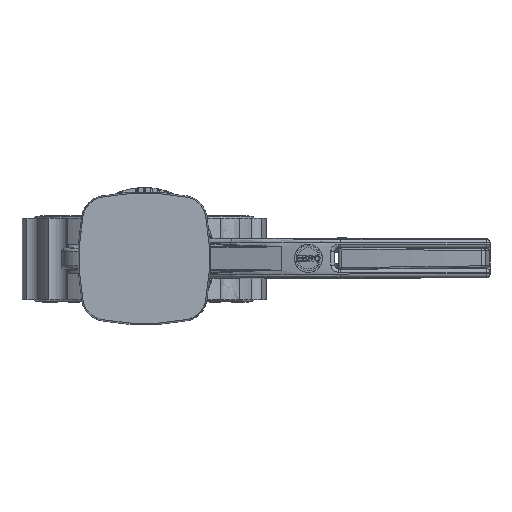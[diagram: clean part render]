
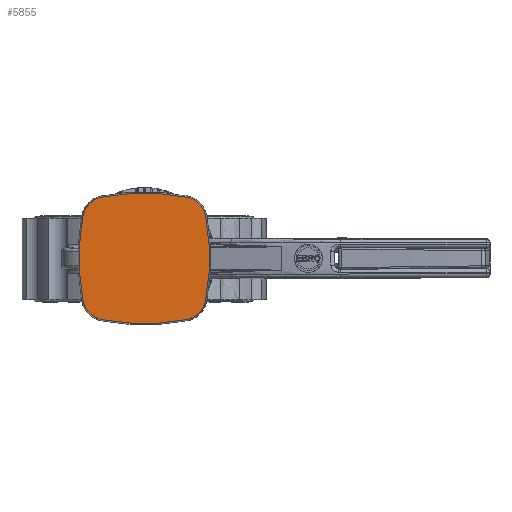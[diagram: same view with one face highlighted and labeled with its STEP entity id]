
A CAD part, top view. The second image highlights one B-rep face of the part: STEP entity #5855.
In plain terms, the highlighted planar face has unit normal (0, 0, 1).
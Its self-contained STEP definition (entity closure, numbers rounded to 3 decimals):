
#5493=CARTESIAN_POINT('',(-34.528,23.949,213.5));
#5494=VERTEX_POINT('',#5493);
#5510=CARTESIAN_POINT('',(-34.528,-23.949,213.5));
#5511=VERTEX_POINT('',#5510);
#5518=CARTESIAN_POINT('',(92.5,0.,213.5));
#5519=DIRECTION('',(0.,0.,-1.));
#5520=DIRECTION('',(-0.957,0.288,0.));
#5521=AXIS2_PLACEMENT_3D('',#5518,#5519,#5520);
#5522=CIRCLE('',#5521,129.266);
#5523=EDGE_CURVE('',#5494,#5511,#5522,.F.);
#5533=CARTESIAN_POINT('',(-23.949,34.528,213.5));
#5534=VERTEX_POINT('',#5533);
#5535=CARTESIAN_POINT('',(-21.492,21.492,213.5));
#5536=DIRECTION('',(0.,0.,-1.0));
#5537=DIRECTION('',(-0.707,0.707,0.));
#5538=AXIS2_PLACEMENT_3D('',#5535,#5536,#5537);
#5539=CIRCLE('',#5538,13.266);
#5540=EDGE_CURVE('',#5494,#5534,#5539,.T.);
#5575=CARTESIAN_POINT('',(-23.949,-34.528,213.5));
#5576=VERTEX_POINT('',#5575);
#5583=CARTESIAN_POINT('',(-21.492,-21.492,213.5));
#5584=DIRECTION('',(0.,0.,-1.0));
#5585=DIRECTION('',(-0.707,-0.707,0.));
#5586=AXIS2_PLACEMENT_3D('',#5583,#5584,#5585);
#5587=CIRCLE('',#5586,13.266);
#5588=EDGE_CURVE('',#5576,#5511,#5587,.T.);
#5601=CARTESIAN_POINT('',(23.949,34.528,213.5));
#5602=VERTEX_POINT('',#5601);
#5617=CARTESIAN_POINT('',(0.,-92.5,213.5));
#5618=DIRECTION('',(0.,0.,-1.));
#5619=DIRECTION('',(0.288,0.957,0.));
#5620=AXIS2_PLACEMENT_3D('',#5617,#5618,#5619);
#5621=CIRCLE('',#5620,129.266);
#5622=EDGE_CURVE('',#5602,#5534,#5621,.F.);
#5632=CARTESIAN_POINT('',(23.949,-34.528,213.5));
#5633=VERTEX_POINT('',#5632);
#5642=CARTESIAN_POINT('',(0.,92.5,213.5));
#5643=DIRECTION('',(0.,0.,-1.));
#5644=DIRECTION('',(-0.288,-0.957,0.));
#5645=AXIS2_PLACEMENT_3D('',#5642,#5643,#5644);
#5646=CIRCLE('',#5645,129.266);
#5647=EDGE_CURVE('',#5576,#5633,#5646,.F.);
#5665=CARTESIAN_POINT('',(34.528,23.949,213.5));
#5666=VERTEX_POINT('',#5665);
#5667=CARTESIAN_POINT('',(21.492,21.492,213.5));
#5668=DIRECTION('',(0.,0.,-1.0));
#5669=DIRECTION('',(0.707,0.707,0.));
#5670=AXIS2_PLACEMENT_3D('',#5667,#5668,#5669);
#5671=CIRCLE('',#5670,13.266);
#5672=EDGE_CURVE('',#5602,#5666,#5671,.T.);
#5698=CARTESIAN_POINT('',(34.528,-23.949,213.5));
#5699=VERTEX_POINT('',#5698);
#5700=CARTESIAN_POINT('',(21.492,-21.492,213.5));
#5701=DIRECTION('',(0.,0.,-1.));
#5702=DIRECTION('',(0.707,-0.707,0.));
#5703=AXIS2_PLACEMENT_3D('',#5700,#5701,#5702);
#5704=CIRCLE('',#5703,13.266);
#5705=EDGE_CURVE('',#5699,#5633,#5704,.T.);
#5732=CARTESIAN_POINT('',(-92.5,0.,213.5));
#5733=DIRECTION('',(0.,0.,-1.));
#5734=DIRECTION('',(0.957,-0.288,0.));
#5735=AXIS2_PLACEMENT_3D('',#5732,#5733,#5734);
#5736=CIRCLE('',#5735,129.266);
#5737=EDGE_CURVE('',#5699,#5666,#5736,.F.);
#5840=CARTESIAN_POINT('',(18.75,0.,213.5));
#5841=DIRECTION('',(0.0,0.0,1.0));
#5842=DIRECTION('',(0.0,1.0,0.0));
#5843=AXIS2_PLACEMENT_3D('',#5840,#5841,#5842);
#5844=PLANE('',#5843);
#5845=ORIENTED_EDGE('',*,*,#5672,.F.);
#5846=ORIENTED_EDGE('',*,*,#5622,.T.);
#5847=ORIENTED_EDGE('',*,*,#5540,.F.);
#5848=ORIENTED_EDGE('',*,*,#5523,.T.);
#5849=ORIENTED_EDGE('',*,*,#5588,.F.);
#5850=ORIENTED_EDGE('',*,*,#5647,.T.);
#5851=ORIENTED_EDGE('',*,*,#5705,.F.);
#5852=ORIENTED_EDGE('',*,*,#5737,.T.);
#5853=EDGE_LOOP('',(#5845,#5846,#5847,#5848,#5849,#5850,#5851,#5852));
#5854=FACE_OUTER_BOUND('',#5853,.T.);
#5855=ADVANCED_FACE('',(#5854),#5844,.T.);
